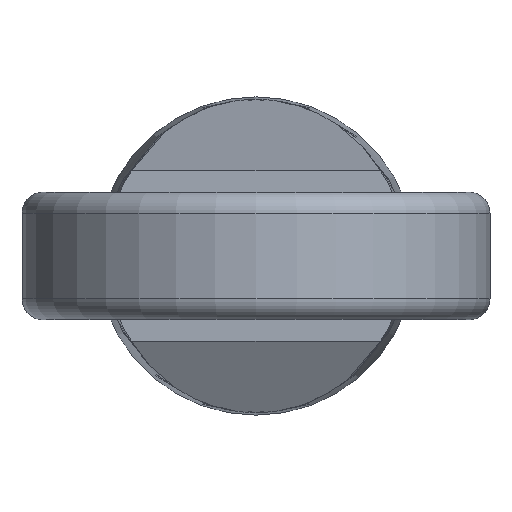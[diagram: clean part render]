
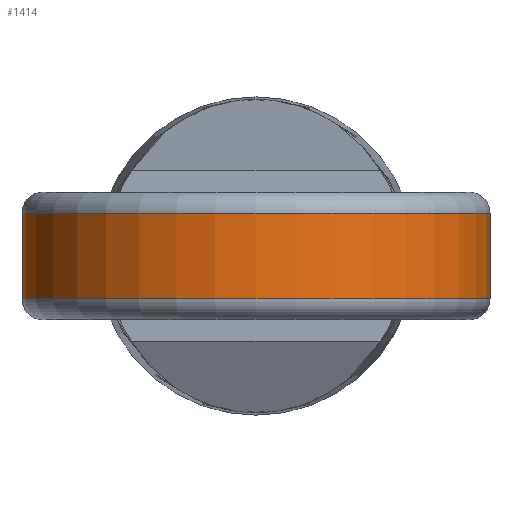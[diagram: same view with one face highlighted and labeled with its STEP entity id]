
A CAD part, front view. The second image highlights one B-rep face of the part: STEP entity #1414.
In plain terms, the highlighted cylindrical face has radius 5.5 mm (diameter 11 mm), a partial arc.
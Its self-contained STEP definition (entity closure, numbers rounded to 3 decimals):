
#64 = EDGE_CURVE ( 'NONE', #204, #1642, #3290, .T. ) ;
#157 = CARTESIAN_POINT ( 'NONE',  ( 0., -76., 2.5 ) ) ;
#168 = VECTOR ( 'NONE', #1130, 1000. ) ;
#204 = VERTEX_POINT ( 'NONE', #3033 ) ;
#297 = DIRECTION ( 'NONE',  ( 0., 0., 1. ) ) ;
#342 = EDGE_CURVE ( 'NONE', #2175, #560, #2253, .T. ) ;
#356 = ORIENTED_EDGE ( 'NONE', *, *, #1388, .T. ) ;
#462 = DIRECTION ( 'NONE',  ( 1., 0., 0. ) ) ;
#498 = CARTESIAN_POINT ( 'NONE',  ( -5.5, -76., 3. ) ) ;
#560 = VERTEX_POINT ( 'NONE', #3013 ) ;
#673 = EDGE_LOOP ( 'NONE', ( #3074, #3019, #3161, #356 ) ) ;
#891 = CARTESIAN_POINT ( 'NONE',  ( 5.5, -76., 3. ) ) ;
#912 = EDGE_CURVE ( 'NONE', #560, #1642, #3242, .T. ) ;
#1081 = VECTOR ( 'NONE', #2359, 1000. ) ;
#1130 = DIRECTION ( 'NONE',  ( 0., 0., -1. ) ) ;
#1154 = AXIS2_PLACEMENT_3D ( 'NONE', #3540, #297, #1212 ) ;
#1212 = DIRECTION ( 'NONE',  ( 1., 0., 0. ) ) ;
#1276 = AXIS2_PLACEMENT_3D ( 'NONE', #2599, #1440, #1714 ) ;
#1316 = DIRECTION ( 'NONE',  ( 0., 0., -1. ) ) ;
#1388 = EDGE_CURVE ( 'NONE', #204, #2175, #2248, .T. ) ;
#1414 = ADVANCED_FACE ( 'NONE', ( #2275 ), #1980, .T. ) ;
#1440 = DIRECTION ( 'NONE',  ( 0., 0., -1. ) ) ;
#1605 = CARTESIAN_POINT ( 'NONE',  ( 5.5, -76., 0.5 ) ) ;
#1642 = VERTEX_POINT ( 'NONE', #1605 ) ;
#1714 = DIRECTION ( 'NONE',  ( -1., 0., 0. ) ) ;
#1980 = CYLINDRICAL_SURFACE ( 'NONE', #1276, 5.5 ) ;
#2175 = VERTEX_POINT ( 'NONE', #2736 ) ;
#2248 = CIRCLE ( 'NONE', #3313, 5.5 ) ;
#2253 = LINE ( 'NONE', #498, #168 ) ;
#2275 = FACE_OUTER_BOUND ( 'NONE', #673, .T. ) ;
#2359 = DIRECTION ( 'NONE',  ( 0., 0., -1. ) ) ;
#2599 = CARTESIAN_POINT ( 'NONE',  ( 0., -76., 3. ) ) ;
#2736 = CARTESIAN_POINT ( 'NONE',  ( -5.5, -76., 2.5 ) ) ;
#3013 = CARTESIAN_POINT ( 'NONE',  ( -5.5, -76., 0.5 ) ) ;
#3019 = ORIENTED_EDGE ( 'NONE', *, *, #912, .T. ) ;
#3033 = CARTESIAN_POINT ( 'NONE',  ( 5.5, -76., 2.5 ) ) ;
#3074 = ORIENTED_EDGE ( 'NONE', *, *, #342, .T. ) ;
#3161 = ORIENTED_EDGE ( 'NONE', *, *, #64, .F. ) ;
#3242 = CIRCLE ( 'NONE', #1154, 5.5 ) ;
#3290 = LINE ( 'NONE', #891, #1081 ) ;
#3313 = AXIS2_PLACEMENT_3D ( 'NONE', #157, #1316, #462 ) ;
#3540 = CARTESIAN_POINT ( 'NONE',  ( 0., -76., 0.5 ) ) ;
